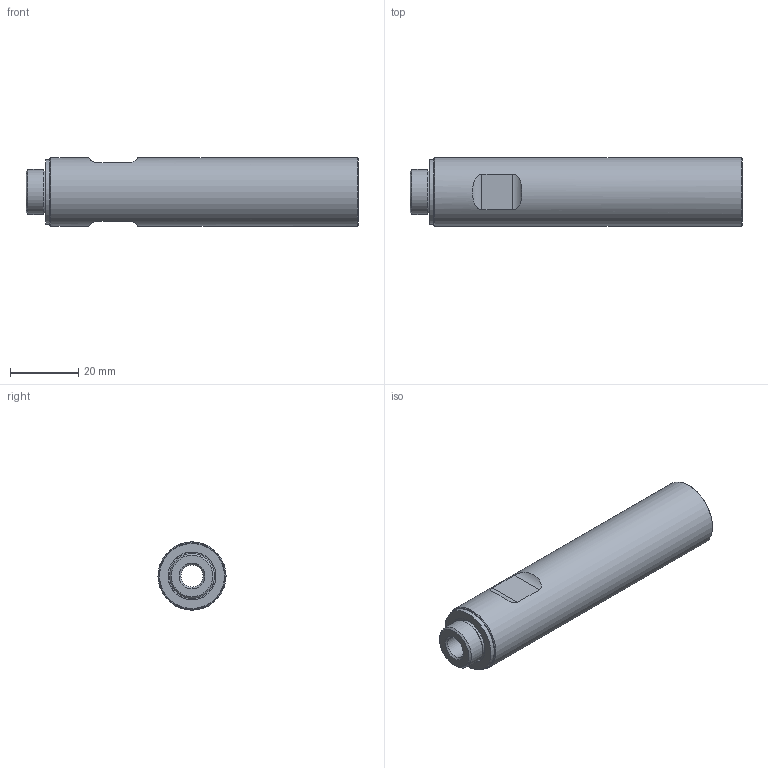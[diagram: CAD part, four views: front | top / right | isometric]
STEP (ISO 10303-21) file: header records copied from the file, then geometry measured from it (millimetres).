
FILE_DESCRIPTION(('STEP AP214'),'1');
FILE_NAME('CA.Vacuum.Extension.Tube.20.L90.G1-4_VTE.2090.14.STEP.stp','2017-07-31T06:59:03',(' '),(' '),'Spatial InterOp 3D',' ',' ');
FILE_SCHEMA(('automotive_design'));
Length unit declared in the file: millimetre
Products named in the file (3): Vacuum.Extension.Tube.20.L90.G1-4_VTE.2090.14.STEP
Assembly tree (2 placements, depth 2):
  (unnamed)
    Vacuum.Extension.Tube.20.L90.G1-4_VTE.2090.14.STEP
    Vacuum.Extension.Tube.20.L90.G1-4_VTE.2090.14.STEP
Bounding box: 97 x 19.9 x 19.9 mm (x, y, z)
Volume: 21368.1 mm3; surface area: 9754.9 mm2
Topology: 2 solids, 2 shells, 33 faces, 75 edges, 49 vertices
Faces by surface type: cylinder 15, plane 11, cone 7
Full cylindrical faces by diameter (mm): 6.5 x1, 11.445 x2, 11.6 x1, 13.157 x1, 14 x1, 19 x1, 19.9 x1
Entity records: 1290 total; most frequent: CARTESIAN_POINT 315, DIRECTION 148, ORIENTED_EDGE 100, AXIS2_PLACEMENT_3D 67, EDGE_LOOP 56, EDGE_CURVE 50, FACE_OUTER_BOUND 41, VERTEX_POINT 40
